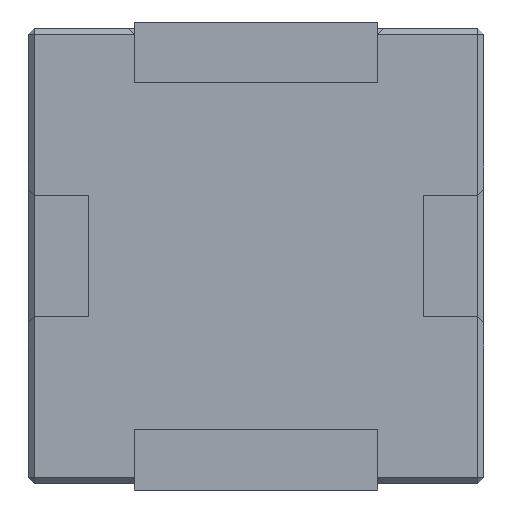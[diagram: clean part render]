
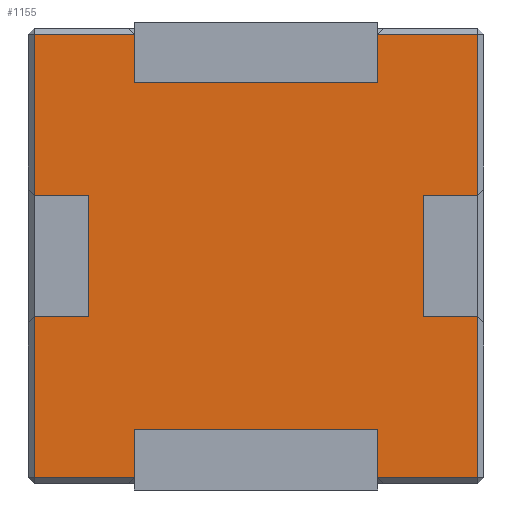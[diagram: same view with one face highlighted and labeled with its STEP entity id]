
A CAD part, front view. The second image highlights one B-rep face of the part: STEP entity #1155.
In plain terms, the highlighted planar face has unit normal (0, -1, 0).
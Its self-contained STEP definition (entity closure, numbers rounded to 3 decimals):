
#74=PLANE('',#1245);
#146=FACE_OUTER_BOUND('',#219,.T.);
#219=EDGE_LOOP('',(#1015,#1016,#1017,#1018,#1019,#1020,#1021,#1022,#1023,
#1024,#1025,#1026,#1027,#1028,#1029,#1030,#1031,#1032,#1033,#1034));
#252=LINE('',#1609,#405);
#256=LINE('',#1615,#409);
#264=LINE('',#1634,#417);
#268=LINE('',#1640,#421);
#272=LINE('',#1650,#425);
#276=LINE('',#1656,#429);
#286=LINE('',#1676,#439);
#310=LINE('',#1721,#463);
#335=LINE('',#1766,#488);
#338=LINE('',#1773,#491);
#342=LINE('',#1780,#495);
#345=LINE('',#1787,#498);
#347=LINE('',#1795,#500);
#350=LINE('',#1801,#503);
#351=LINE('',#1804,#504);
#354=LINE('',#1809,#507);
#356=LINE('',#1813,#509);
#357=LINE('',#1816,#510);
#358=LINE('',#1818,#511);
#359=LINE('',#1819,#512);
#405=VECTOR('',#1298,10.);
#409=VECTOR('',#1304,10.);
#417=VECTOR('',#1318,10.);
#421=VECTOR('',#1324,10.);
#425=VECTOR('',#1332,10.);
#429=VECTOR('',#1338,10.);
#439=VECTOR('',#1356,10.);
#463=VECTOR('',#1402,10.);
#488=VECTOR('',#1445,10.);
#491=VECTOR('',#1452,10.);
#495=VECTOR('',#1458,10.);
#498=VECTOR('',#1465,10.);
#500=VECTOR('',#1479,10.);
#503=VECTOR('',#1484,10.);
#504=VECTOR('',#1487,10.);
#507=VECTOR('',#1492,10.);
#509=VECTOR('',#1498,10.);
#510=VECTOR('',#1501,10.);
#511=VECTOR('',#1502,10.);
#512=VECTOR('',#1503,10.);
#548=VERTEX_POINT('',#1577);
#552=VERTEX_POINT('',#1586);
#556=VERTEX_POINT('',#1595);
#560=VERTEX_POINT('',#1604);
#561=VERTEX_POINT('',#1608);
#565=VERTEX_POINT('',#1620);
#569=VERTEX_POINT('',#1629);
#570=VERTEX_POINT('',#1633);
#574=VERTEX_POINT('',#1645);
#575=VERTEX_POINT('',#1649);
#580=VERTEX_POINT('',#1668);
#592=VERTEX_POINT('',#1720);
#603=VERTEX_POINT('',#1764);
#605=VERTEX_POINT('',#1772);
#607=VERTEX_POINT('',#1778);
#609=VERTEX_POINT('',#1786);
#611=VERTEX_POINT('',#1799);
#612=VERTEX_POINT('',#1803);
#614=VERTEX_POINT('',#1815);
#615=VERTEX_POINT('',#1817);
#652=EDGE_CURVE('',#561,#560,#252,.T.);
#656=EDGE_CURVE('',#560,#548,#256,.T.);
#664=EDGE_CURVE('',#570,#569,#264,.T.);
#668=EDGE_CURVE('',#569,#552,#268,.T.);
#672=EDGE_CURVE('',#575,#574,#272,.T.);
#676=EDGE_CURVE('',#574,#556,#276,.T.);
#686=EDGE_CURVE('',#580,#565,#286,.T.);
#710=EDGE_CURVE('',#592,#580,#310,.T.);
#735=EDGE_CURVE('',#570,#603,#335,.T.);
#738=EDGE_CURVE('',#605,#548,#338,.T.);
#742=EDGE_CURVE('',#561,#607,#342,.T.);
#745=EDGE_CURVE('',#609,#556,#345,.T.);
#747=EDGE_CURVE('',#603,#605,#347,.T.);
#750=EDGE_CURVE('',#575,#611,#350,.T.);
#751=EDGE_CURVE('',#612,#565,#351,.T.);
#754=EDGE_CURVE('',#611,#612,#354,.T.);
#756=EDGE_CURVE('',#607,#609,#356,.T.);
#757=EDGE_CURVE('',#592,#614,#357,.T.);
#758=EDGE_CURVE('',#614,#615,#358,.T.);
#759=EDGE_CURVE('',#615,#552,#359,.T.);
#1015=ORIENTED_EDGE('',*,*,#664,.F.);
#1016=ORIENTED_EDGE('',*,*,#735,.T.);
#1017=ORIENTED_EDGE('',*,*,#747,.T.);
#1018=ORIENTED_EDGE('',*,*,#738,.T.);
#1019=ORIENTED_EDGE('',*,*,#656,.F.);
#1020=ORIENTED_EDGE('',*,*,#652,.F.);
#1021=ORIENTED_EDGE('',*,*,#742,.T.);
#1022=ORIENTED_EDGE('',*,*,#756,.T.);
#1023=ORIENTED_EDGE('',*,*,#745,.T.);
#1024=ORIENTED_EDGE('',*,*,#676,.F.);
#1025=ORIENTED_EDGE('',*,*,#672,.F.);
#1026=ORIENTED_EDGE('',*,*,#750,.T.);
#1027=ORIENTED_EDGE('',*,*,#754,.T.);
#1028=ORIENTED_EDGE('',*,*,#751,.T.);
#1029=ORIENTED_EDGE('',*,*,#686,.F.);
#1030=ORIENTED_EDGE('',*,*,#710,.F.);
#1031=ORIENTED_EDGE('',*,*,#757,.T.);
#1032=ORIENTED_EDGE('',*,*,#758,.T.);
#1033=ORIENTED_EDGE('',*,*,#759,.T.);
#1034=ORIENTED_EDGE('',*,*,#668,.F.);
#1155=ADVANCED_FACE('',(#146),#74,.F.);
#1245=AXIS2_PLACEMENT_3D('',#1814,#1499,#1500);
#1298=DIRECTION('',(-1.,0.,0.));
#1304=DIRECTION('',(0.,0.,1.));
#1318=DIRECTION('',(0.,0.,1.));
#1324=DIRECTION('',(1.,0.,0.));
#1332=DIRECTION('',(0.,0.,-1.));
#1338=DIRECTION('',(-1.,0.,0.));
#1356=DIRECTION('',(0.,0.,-1.));
#1402=DIRECTION('',(1.,0.,0.));
#1445=DIRECTION('',(1.,0.,0.));
#1452=DIRECTION('',(-1.,0.,0.));
#1458=DIRECTION('',(0.,0.,1.));
#1465=DIRECTION('',(0.,0.,-1.));
#1479=DIRECTION('',(0.,0.,-1.));
#1484=DIRECTION('',(-1.,0.,0.));
#1487=DIRECTION('',(1.,0.,0.));
#1492=DIRECTION('',(0.,0.,1.));
#1498=DIRECTION('',(1.,0.,0.));
#1499=DIRECTION('center_axis',(0.,1.,0.));
#1500=DIRECTION('ref_axis',(1.,0.,0.));
#1501=DIRECTION('',(0.,0.,-1.));
#1502=DIRECTION('',(-1.,0.,0.));
#1503=DIRECTION('',(0.,0.,1.));
#1577=CARTESIAN_POINT('',(-3.65,0.,-1.));
#1586=CARTESIAN_POINT('',(-2.,0.,3.65));
#1595=CARTESIAN_POINT('',(2.,0.,-3.65));
#1604=CARTESIAN_POINT('',(-3.65,0.,-3.65));
#1608=CARTESIAN_POINT('',(-2.,0.,-3.65));
#1609=CARTESIAN_POINT('',(1.875,0.,-3.65));
#1615=CARTESIAN_POINT('',(-3.65,0.,-1.875));
#1620=CARTESIAN_POINT('',(3.65,0.,1.));
#1629=CARTESIAN_POINT('',(-3.65,0.,3.65));
#1633=CARTESIAN_POINT('',(-3.65,0.,1.));
#1634=CARTESIAN_POINT('',(-3.65,0.,-1.875));
#1640=CARTESIAN_POINT('',(-1.875,0.,3.65));
#1645=CARTESIAN_POINT('',(3.65,0.,-3.65));
#1649=CARTESIAN_POINT('',(3.65,0.,-1.));
#1650=CARTESIAN_POINT('',(3.65,0.,1.875));
#1656=CARTESIAN_POINT('',(1.875,0.,-3.65));
#1668=CARTESIAN_POINT('',(3.65,0.,3.65));
#1676=CARTESIAN_POINT('',(3.65,0.,1.875));
#1720=CARTESIAN_POINT('',(2.,0.,3.65));
#1721=CARTESIAN_POINT('',(-1.875,0.,3.65));
#1764=CARTESIAN_POINT('',(-2.75,0.,1.));
#1766=CARTESIAN_POINT('',(-1.875,0.,1.));
#1772=CARTESIAN_POINT('',(-2.75,0.,-1.));
#1773=CARTESIAN_POINT('',(-1.375,0.,-1.));
#1778=CARTESIAN_POINT('',(-2.,0.,-2.85));
#1780=CARTESIAN_POINT('',(-2.,0.,-1.925));
#1786=CARTESIAN_POINT('',(2.,0.,-2.85));
#1787=CARTESIAN_POINT('',(2.,0.,-1.425));
#1795=CARTESIAN_POINT('',(-2.75,0.,0.5));
#1799=CARTESIAN_POINT('',(2.75,0.,-1.));
#1801=CARTESIAN_POINT('',(1.875,0.,-1.));
#1803=CARTESIAN_POINT('',(2.75,0.,1.));
#1804=CARTESIAN_POINT('',(1.375,0.,1.));
#1809=CARTESIAN_POINT('',(2.75,0.,-0.5));
#1813=CARTESIAN_POINT('',(-1.,0.,-2.85));
#1814=CARTESIAN_POINT('Origin',(0.,0.,0.));
#1815=CARTESIAN_POINT('',(2.,0.,2.85));
#1816=CARTESIAN_POINT('',(2.,0.,1.925));
#1817=CARTESIAN_POINT('',(-2.,0.,2.85));
#1818=CARTESIAN_POINT('',(1.,0.,2.85));
#1819=CARTESIAN_POINT('',(-2.,0.,1.425));
